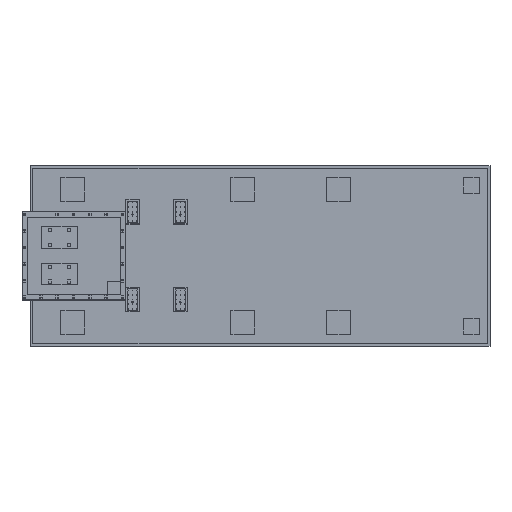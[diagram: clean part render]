
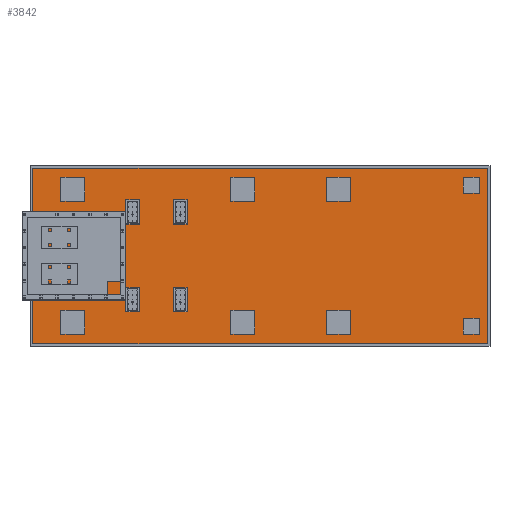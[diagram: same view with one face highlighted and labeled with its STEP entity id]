
A CAD part, top view. The second image highlights one B-rep face of the part: STEP entity #3842.
In plain terms, the highlighted planar face has unit normal (0, 0, 1).
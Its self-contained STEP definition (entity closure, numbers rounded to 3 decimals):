
#293=FACE_OUTER_BOUND('',#534,.T.);
#534=EDGE_LOOP('',(#2637,#2638,#2639,#2640));
#814=LINE('',#5611,#1287);
#818=LINE('',#5619,#1291);
#821=LINE('',#5625,#1294);
#824=LINE('',#5630,#1297);
#1287=VECTOR('',#4527,10.);
#1291=VECTOR('',#4533,10.);
#1294=VECTOR('',#4538,10.);
#1297=VECTOR('',#4543,10.);
#1756=VERTEX_POINT('',#5609);
#1757=VERTEX_POINT('',#5610);
#1760=VERTEX_POINT('',#5618);
#1762=VERTEX_POINT('',#5624);
#2098=EDGE_CURVE('',#1756,#1757,#814,.T.);
#2102=EDGE_CURVE('',#1757,#1760,#818,.T.);
#2105=EDGE_CURVE('',#1760,#1762,#821,.T.);
#2108=EDGE_CURVE('',#1762,#1756,#824,.T.);
#2637=ORIENTED_EDGE('',*,*,#2105,.F.);
#2638=ORIENTED_EDGE('',*,*,#2102,.F.);
#2639=ORIENTED_EDGE('',*,*,#2098,.F.);
#2640=ORIENTED_EDGE('',*,*,#2108,.F.);
#3618=PLANE('',#4205);
#3842=ADVANCED_FACE('',(#293),#3618,.T.);
#4205=AXIS2_PLACEMENT_3D('',#5633,#4547,#4548);
#4527=DIRECTION('',(0.,-1.,0.));
#4533=DIRECTION('',(-1.,0.,0.));
#4538=DIRECTION('',(0.,1.,0.));
#4543=DIRECTION('',(1.,0.,0.));
#4547=DIRECTION('center_axis',(0.,0.,1.));
#4548=DIRECTION('ref_axis',(1.,0.,0.));
#5609=CARTESIAN_POINT('',(8550.,3300.,-2000.));
#5610=CARTESIAN_POINT('',(8550.,-3300.,-2000.));
#5611=CARTESIAN_POINT('',(8550.,-1650.,-2000.));
#5618=CARTESIAN_POINT('',(-8550.,-3300.,-2000.));
#5619=CARTESIAN_POINT('',(-4275.,-3300.,-2000.));
#5624=CARTESIAN_POINT('',(-8550.,3300.,-2000.));
#5625=CARTESIAN_POINT('',(-8550.,1650.,-2000.));
#5630=CARTESIAN_POINT('',(4275.,3300.,-2000.));
#5633=CARTESIAN_POINT('Origin',(0.,0.,-2000.));
